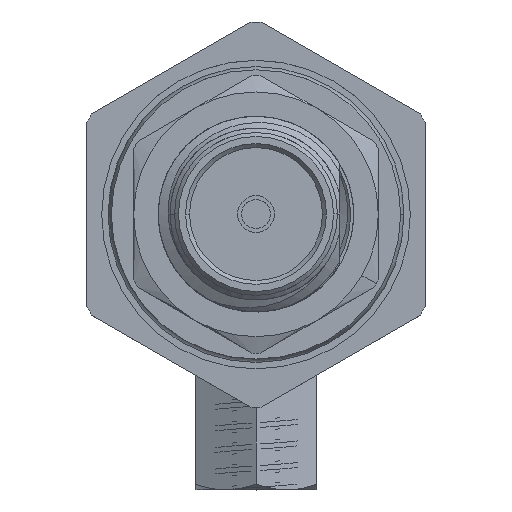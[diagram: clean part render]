
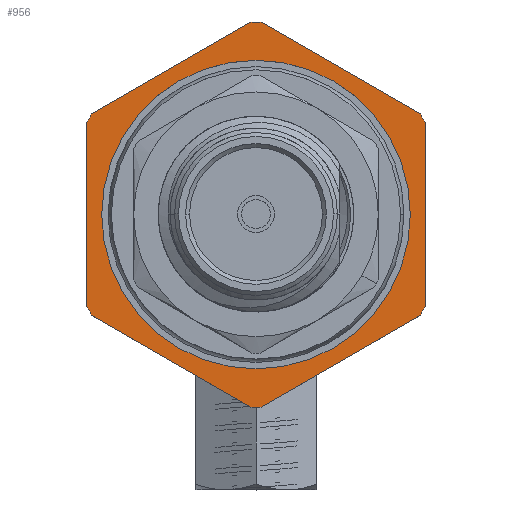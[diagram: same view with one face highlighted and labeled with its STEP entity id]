
A CAD part, top view. The second image highlights one B-rep face of the part: STEP entity #956.
In plain terms, the highlighted face is planar.
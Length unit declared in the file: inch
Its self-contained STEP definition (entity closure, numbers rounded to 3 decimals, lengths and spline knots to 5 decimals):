
#97 = DIRECTION ( 'NONE',  ( 0., -0.5, -0.866 ) ) ;
#277 = CARTESIAN_POINT ( 'NONE',  ( 0.433, 0., 0. ) ) ;
#493 = CARTESIAN_POINT ( 'NONE',  ( 0.433, 0., 0. ) ) ;
#586 = CIRCLE ( 'NONE', #4919, 0.24633 ) ;
#632 = CARTESIAN_POINT ( 'NONE',  ( 0.433, -0.1175, -0.2165 ) ) ;
#956 = ADVANCED_FACE ( 'NONE', ( #26865, #26209 ), #6905, .T. ) ;
#1055 = AXIS2_PLACEMENT_3D ( 'NONE', #277, #8365, #6094 ) ;
#1208 = CARTESIAN_POINT ( 'NONE',  ( 0.433, 0., 0. ) ) ;
#1621 = EDGE_CURVE ( 'NONE', #15712, #6095, #586, .T. ) ;
#1625 = DIRECTION ( 'NONE',  ( 1., 0., 0. ) ) ;
#1686 = DIRECTION ( 'NONE',  ( 0., 0., -1. ) ) ;
#1692 = CIRCLE ( 'NONE', #15921, 0.19735 ) ;
#2308 = CARTESIAN_POINT ( 'NONE',  ( 0.433, -0.1175, 0.2165 ) ) ;
#2661 = ORIENTED_EDGE ( 'NONE', *, *, #1621, .F. ) ;
#2946 = VERTEX_POINT ( 'NONE', #7540 ) ;
#3521 = VERTEX_POINT ( 'NONE', #8070 ) ;
#3610 = VECTOR ( 'NONE', #13472, 39.37008 ) ;
#3757 = DIRECTION ( 'NONE',  ( 0., 0.5, -0.866 ) ) ;
#4060 = CARTESIAN_POINT ( 'NONE',  ( 0.433, 0.12874, -0.21001 ) ) ;
#4072 = ORIENTED_EDGE ( 'NONE', *, *, #4710, .T. ) ;
#4185 = VERTEX_POINT ( 'NONE', #18410 ) ;
#4382 = DIRECTION ( 'NONE',  ( 1., 0., 0. ) ) ;
#4529 = DIRECTION ( 'NONE',  ( -1., 0., 0. ) ) ;
#4710 = EDGE_CURVE ( 'NONE', #15712, #21795, #17192, .T. ) ;
#4819 = DIRECTION ( 'NONE',  ( 1., 0., 0. ) ) ;
#4919 = AXIS2_PLACEMENT_3D ( 'NONE', #15969, #22290, #1686 ) ;
#5003 = AXIS2_PLACEMENT_3D ( 'NONE', #9625, #18017, #9972 ) ;
#5230 = LINE ( 'NONE', #19647, #3610 ) ;
#5276 = ORIENTED_EDGE ( 'NONE', *, *, #16404, .T. ) ;
#5335 = CARTESIAN_POINT ( 'NONE',  ( 0.433, 0.12874, 0.21001 ) ) ;
#5385 = EDGE_CURVE ( 'NONE', #23015, #4185, #1692, .T. ) ;
#5587 = AXIS2_PLACEMENT_3D ( 'NONE', #6996, #4529, #25264 ) ;
#5895 = ORIENTED_EDGE ( 'NONE', *, *, #5385, .T. ) ;
#5941 = ORIENTED_EDGE ( 'NONE', *, *, #24736, .F. ) ;
#6060 = CARTESIAN_POINT ( 'NONE',  ( 0.433, 0., 0. ) ) ;
#6094 = DIRECTION ( 'NONE',  ( 0., 0., -1. ) ) ;
#6095 = VERTEX_POINT ( 'NONE', #632 ) ;
#6158 = DIRECTION ( 'NONE',  ( 0., 0., -1. ) ) ;
#6708 = EDGE_CURVE ( 'NONE', #7292, #24979, #20751, .T. ) ;
#6844 = VERTEX_POINT ( 'NONE', #14682 ) ;
#6905 = PLANE ( 'NONE',  #5587 ) ;
#6996 = CARTESIAN_POINT ( 'NONE',  ( 0.433, 0.19735, 0. ) ) ;
#7292 = VERTEX_POINT ( 'NONE', #5335 ) ;
#7540 = CARTESIAN_POINT ( 'NONE',  ( 0.433, -0.24624, 0.00649 ) ) ;
#8070 = CARTESIAN_POINT ( 'NONE',  ( 0.433, 0.1175, -0.2165 ) ) ;
#8365 = DIRECTION ( 'NONE',  ( 1., 0., 0. ) ) ;
#8655 = CARTESIAN_POINT ( 'NONE',  ( 0.433, 0., 0. ) ) ;
#9011 = ORIENTED_EDGE ( 'NONE', *, *, #16084, .F. ) ;
#9067 = EDGE_CURVE ( 'NONE', #7292, #18251, #20925, .T. ) ;
#9185 = DIRECTION ( 'NONE',  ( 0., 0., -1. ) ) ;
#9625 = CARTESIAN_POINT ( 'NONE',  ( 0.433, 0., 0. ) ) ;
#9666 = CIRCLE ( 'NONE', #1055, 0.24633 ) ;
#9760 = CARTESIAN_POINT ( 'NONE',  ( 0.433, -0.125, -0.2165 ) ) ;
#9972 = DIRECTION ( 'NONE',  ( 0., 0., -1. ) ) ;
#10092 = CARTESIAN_POINT ( 'NONE',  ( 0.433, 0., 0. ) ) ;
#11809 = DIRECTION ( 'NONE',  ( 0., -1., 0. ) ) ;
#12139 = VECTOR ( 'NONE', #26828, 39.37008 ) ;
#12252 = AXIS2_PLACEMENT_3D ( 'NONE', #1208, #15751, #26003 ) ;
#13425 = ORIENTED_EDGE ( 'NONE', *, *, #24653, .T. ) ;
#13472 = DIRECTION ( 'NONE',  ( 0., 0.5, 0.866 ) ) ;
#13790 = CIRCLE ( 'NONE', #12252, 0.24633 ) ;
#14111 = AXIS2_PLACEMENT_3D ( 'NONE', #493, #4819, #9185 ) ;
#14318 = VECTOR ( 'NONE', #97, 39.37008 ) ;
#14349 = ORIENTED_EDGE ( 'NONE', *, *, #24150, .F. ) ;
#14500 = CARTESIAN_POINT ( 'NONE',  ( 0.433, 0.24624, -0.00649 ) ) ;
#14682 = CARTESIAN_POINT ( 'NONE',  ( 0.433, -0.12874, 0.21001 ) ) ;
#14867 = CARTESIAN_POINT ( 'NONE',  ( 0.433, -0.12874, -0.21001 ) ) ;
#14936 = ORIENTED_EDGE ( 'NONE', *, *, #23048, .T. ) ;
#15236 = ORIENTED_EDGE ( 'NONE', *, *, #19772, .T. ) ;
#15712 = VERTEX_POINT ( 'NONE', #14867 ) ;
#15751 = DIRECTION ( 'NONE',  ( 1., 0., 0. ) ) ;
#15921 = AXIS2_PLACEMENT_3D ( 'NONE', #8655, #4382, #23090 ) ;
#15969 = CARTESIAN_POINT ( 'NONE',  ( 0.433, 0., 0. ) ) ;
#16084 = EDGE_CURVE ( 'NONE', #3521, #22115, #22035, .T. ) ;
#16404 = EDGE_CURVE ( 'NONE', #3521, #6095, #19758, .T. ) ;
#16704 = LINE ( 'NONE', #26556, #12139 ) ;
#17188 = CARTESIAN_POINT ( 'NONE',  ( 0.433, 0.24624, 0.00649 ) ) ;
#17192 = LINE ( 'NONE', #9760, #25996 ) ;
#17613 = VERTEX_POINT ( 'NONE', #2308 ) ;
#17889 = CARTESIAN_POINT ( 'NONE',  ( 0.433, 0.125, -0.2165 ) ) ;
#18017 = DIRECTION ( 'NONE',  ( 1., 0., 0. ) ) ;
#18035 = CIRCLE ( 'NONE', #26022, 0.19735 ) ;
#18078 = ORIENTED_EDGE ( 'NONE', *, *, #22883, .F. ) ;
#18157 = VECTOR ( 'NONE', #3757, 39.37008 ) ;
#18251 = VERTEX_POINT ( 'NONE', #20090 ) ;
#18410 = CARTESIAN_POINT ( 'NONE',  ( 0.433, 0., 0.19735 ) ) ;
#19528 = EDGE_LOOP ( 'NONE', ( #24006, #22538, #18078, #13425, #9011, #5276, #2661, #4072, #14349, #15236, #5941, #14936 ) ) ;
#19647 = CARTESIAN_POINT ( 'NONE',  ( 0.433, -0.24999, 0. ) ) ;
#19758 = LINE ( 'NONE', #17889, #24297 ) ;
#19772 = EDGE_CURVE ( 'NONE', #2946, #6844, #5230, .T. ) ;
#20090 = CARTESIAN_POINT ( 'NONE',  ( 0.433, 0.1175, 0.2165 ) ) ;
#20602 = ORIENTED_EDGE ( 'NONE', *, *, #25417, .T. ) ;
#20751 = LINE ( 'NONE', #22561, #18157 ) ;
#20925 = CIRCLE ( 'NONE', #14111, 0.24633 ) ;
#21027 = VERTEX_POINT ( 'NONE', #14500 ) ;
#21795 = VERTEX_POINT ( 'NONE', #23880 ) ;
#22020 = AXIS2_PLACEMENT_3D ( 'NONE', #10092, #24480, #26497 ) ;
#22035 = CIRCLE ( 'NONE', #22020, 0.24633 ) ;
#22115 = VERTEX_POINT ( 'NONE', #4060 ) ;
#22290 = DIRECTION ( 'NONE',  ( 1., 0., 0. ) ) ;
#22538 = ORIENTED_EDGE ( 'NONE', *, *, #6708, .T. ) ;
#22561 = CARTESIAN_POINT ( 'NONE',  ( 0.433, 0.125, 0.2165 ) ) ;
#22883 = EDGE_CURVE ( 'NONE', #21027, #24979, #23487, .T. ) ;
#23015 = VERTEX_POINT ( 'NONE', #26462 ) ;
#23048 = EDGE_CURVE ( 'NONE', #17613, #18251, #16704, .T. ) ;
#23090 = DIRECTION ( 'NONE',  ( 0., 0., -1. ) ) ;
#23487 = CIRCLE ( 'NONE', #5003, 0.24633 ) ;
#23880 = CARTESIAN_POINT ( 'NONE',  ( 0.433, -0.24624, -0.00649 ) ) ;
#24006 = ORIENTED_EDGE ( 'NONE', *, *, #9067, .F. ) ;
#24150 = EDGE_CURVE ( 'NONE', #2946, #21795, #13790, .T. ) ;
#24212 = DIRECTION ( 'NONE',  ( 0., -0.5, 0.866 ) ) ;
#24297 = VECTOR ( 'NONE', #11809, 39.37008 ) ;
#24480 = DIRECTION ( 'NONE',  ( 1., 0., 0. ) ) ;
#24653 = EDGE_CURVE ( 'NONE', #21027, #22115, #26670, .T. ) ;
#24713 = CARTESIAN_POINT ( 'NONE',  ( 0.433, 0.24999, 0. ) ) ;
#24736 = EDGE_CURVE ( 'NONE', #17613, #6844, #9666, .T. ) ;
#24979 = VERTEX_POINT ( 'NONE', #17188 ) ;
#25264 = DIRECTION ( 'NONE',  ( 0., 0., 1. ) ) ;
#25417 = EDGE_CURVE ( 'NONE', #4185, #23015, #18035, .T. ) ;
#25996 = VECTOR ( 'NONE', #24212, 39.37008 ) ;
#26003 = DIRECTION ( 'NONE',  ( 0., 0., -1. ) ) ;
#26022 = AXIS2_PLACEMENT_3D ( 'NONE', #6060, #1625, #6158 ) ;
#26209 = FACE_OUTER_BOUND ( 'NONE', #19528, .T. ) ;
#26356 = EDGE_LOOP ( 'NONE', ( #5895, #20602 ) ) ;
#26462 = CARTESIAN_POINT ( 'NONE',  ( 0.433, 0., -0.19735 ) ) ;
#26497 = DIRECTION ( 'NONE',  ( 0., 0., -1. ) ) ;
#26556 = CARTESIAN_POINT ( 'NONE',  ( 0.433, -0.125, 0.2165 ) ) ;
#26670 = LINE ( 'NONE', #24713, #14318 ) ;
#26828 = DIRECTION ( 'NONE',  ( 0., 1., 0. ) ) ;
#26865 = FACE_BOUND ( 'NONE', #26356, .T. ) ;
